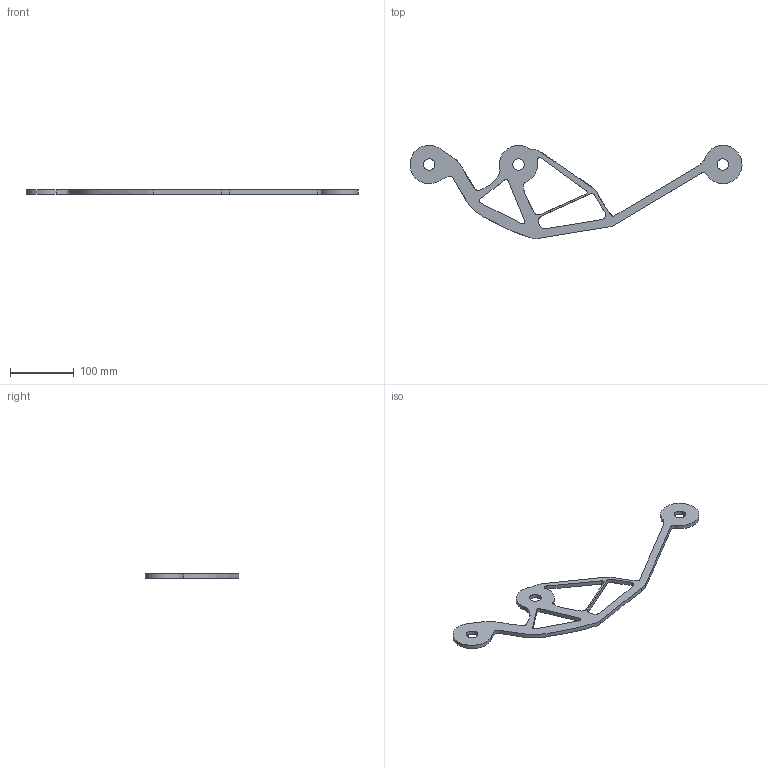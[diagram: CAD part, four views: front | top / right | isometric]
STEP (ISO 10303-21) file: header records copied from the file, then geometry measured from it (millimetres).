
FILE_DESCRIPTION(/* description */ (''),/* implementation_level */ '2;1');
FILE_NAME(/* name */ 'GenDes2v2.step',/* time_stamp */ '2024-02-15T17:03:13Z',/* author */ (''),/* organization */ (''),/* preprocessor_version */ 'ST-DEVELOPER v20',/* originating_system */ 'Autodesk Translation Framework v12.20.1.177',/* authorisation */ '');
FILE_SCHEMA (('AUTOMOTIVE_DESIGN { 1 0 10303 214 3 1 1 }'));
Length unit declared in the file: millimetre
Products named in the file (1): GenDes2
Bounding box: 519.95 x 146.17 x 6.3 mm (x, y, z)
Volume: 110787.2 mm3; surface area: 50890.1 mm2
Topology: 1 solids, 1 shells, 32 faces, 90 edges, 60 vertices
Faces by surface type: cylinder 13, plane 11, bspline 8
Full cylindrical faces by diameter (mm): 18 x3
Entity records: 1395 total; most frequent: CARTESIAN_POINT 532, ORIENTED_EDGE 180, DIRECTION 149, EDGE_CURVE 90, VERTEX_POINT 60, AXIS2_PLACEMENT_3D 51, LINE 47, VECTOR 47
